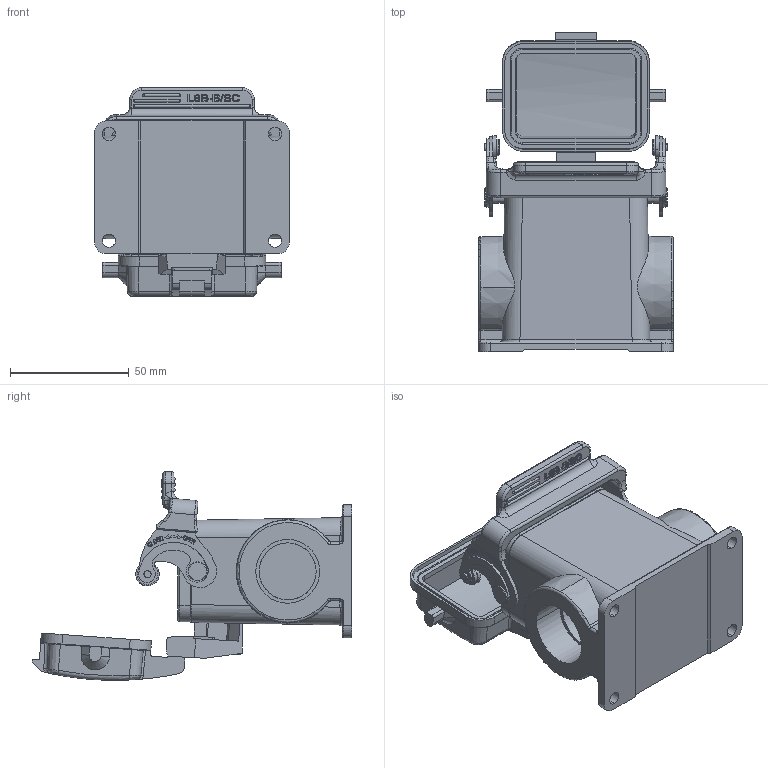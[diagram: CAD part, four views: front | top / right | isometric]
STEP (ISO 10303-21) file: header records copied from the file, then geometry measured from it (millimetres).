
FILE_DESCRIPTION((''),'2;1');
FILE_NAME('PRT0353_1','2017-09-25T',('dm.li'),(''),'PRO/ENGINEER BY PARAMETRIC TECHNOLOGY CORPORATION, 2012480','PRO/ENGINEER BY PARAMETRIC TECHNOLOGY CORPORATION, 2012480','');
FILE_SCHEMA(('AUTOMOTIVE_DESIGN { 1 0 10303 214 1 1 1 1 }'));
Products named in the file (1): PRT0353_1
Bounding box: 82 x 134.6 x 87.86 mm (x, y, z)
Volume: 146081.4 mm3; surface area: 62214.7 mm2
Topology: 1 solids, 12 shells, 1270 faces, 3472 edges, 2296 vertices
Faces by surface type: plane 553, cylinder 299, extrusion 257, bspline 56, torus 56, cone 35, sphere 14
Entity records: 49130 total; most frequent: CARTESIAN_POINT 14604, ORIENTED_EDGE 6908, DIRECTION 5555, EDGE_CURVE 3454, VERTEX_POINT 2296, VECTOR 2105, LINE 1848, AXIS2_PLACEMENT_3D 1725
